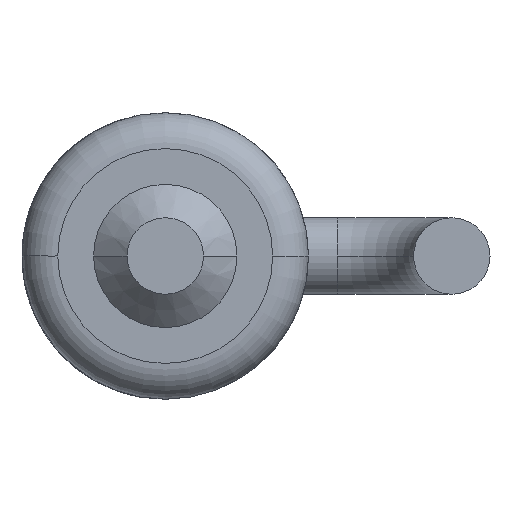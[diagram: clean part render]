
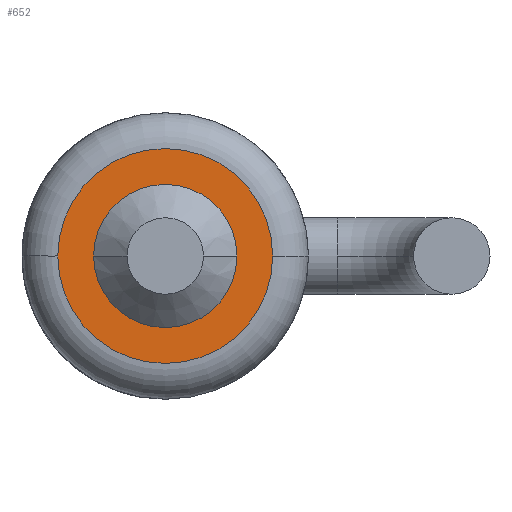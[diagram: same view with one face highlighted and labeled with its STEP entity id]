
A CAD part, front view. The second image highlights one B-rep face of the part: STEP entity #652.
In plain terms, the highlighted planar face has unit normal (0, -1, 0).
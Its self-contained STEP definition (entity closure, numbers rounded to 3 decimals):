
#3 = CARTESIAN_POINT ( 'NONE',  ( -0.714, 1.21, 0. ) ) ;
#172 = AXIS2_PLACEMENT_3D ( 'NONE', #3969, #4326, #4717 ) ;
#248 = EDGE_CURVE ( 'NONE', #3357, #2505, #2510, .T. ) ;
#319 = DIRECTION ( 'NONE',  ( 0., -1., 0. ) ) ;
#652 = ADVANCED_FACE ( 'NONE', ( #4154, #2127 ), #693, .F. ) ;
#693 = PLANE ( 'NONE',  #1221 ) ;
#929 = AXIS2_PLACEMENT_3D ( 'NONE', #1687, #946, #3296 ) ;
#946 = DIRECTION ( 'NONE',  ( 0., -1., 0. ) ) ;
#1135 = DIRECTION ( 'NONE',  ( 1., 0., 0. ) ) ;
#1148 = CARTESIAN_POINT ( 'NONE',  ( 0.714, 1.21, 0. ) ) ;
#1221 = AXIS2_PLACEMENT_3D ( 'NONE', #2606, #2202, #3500 ) ;
#1433 = EDGE_LOOP ( 'NONE', ( #3067, #1936 ) ) ;
#1560 = CIRCLE ( 'NONE', #4512, 0.714 ) ;
#1687 = CARTESIAN_POINT ( 'NONE',  ( 0., 1.21, 0. ) ) ;
#1854 = EDGE_CURVE ( 'NONE', #3991, #4825, #1913, .T. ) ;
#1913 = CIRCLE ( 'NONE', #172, 0.476 ) ;
#1936 = ORIENTED_EDGE ( 'NONE', *, *, #3301, .T. ) ;
#2039 = CARTESIAN_POINT ( 'NONE',  ( 0., 1.21, 0. ) ) ;
#2127 = FACE_OUTER_BOUND ( 'NONE', #1433, .T. ) ;
#2202 = DIRECTION ( 'NONE',  ( 0., 1., 0. ) ) ;
#2505 = VERTEX_POINT ( 'NONE', #3 ) ;
#2510 = CIRCLE ( 'NONE', #929, 0.714 ) ;
#2606 = CARTESIAN_POINT ( 'NONE',  ( -0.714, 1.21, 0. ) ) ;
#2633 = EDGE_CURVE ( 'NONE', #4825, #3991, #3398, .T. ) ;
#2736 = DIRECTION ( 'NONE',  ( 1., 0., 0. ) ) ;
#2961 = ORIENTED_EDGE ( 'NONE', *, *, #2633, .F. ) ;
#3067 = ORIENTED_EDGE ( 'NONE', *, *, #248, .T. ) ;
#3188 = ORIENTED_EDGE ( 'NONE', *, *, #1854, .F. ) ;
#3296 = DIRECTION ( 'NONE',  ( 1., 0., 0. ) ) ;
#3301 = EDGE_CURVE ( 'NONE', #2505, #3357, #1560, .T. ) ;
#3357 = VERTEX_POINT ( 'NONE', #1148 ) ;
#3398 = CIRCLE ( 'NONE', #4530, 0.476 ) ;
#3411 = EDGE_LOOP ( 'NONE', ( #3188, #2961 ) ) ;
#3500 = DIRECTION ( 'NONE',  ( -1., 0., 0. ) ) ;
#3659 = DIRECTION ( 'NONE',  ( 0., -1., 0. ) ) ;
#3969 = CARTESIAN_POINT ( 'NONE',  ( 0., 1.21, 0. ) ) ;
#3991 = VERTEX_POINT ( 'NONE', #4164 ) ;
#4154 = FACE_BOUND ( 'NONE', #3411, .T. ) ;
#4164 = CARTESIAN_POINT ( 'NONE',  ( 0.476, 1.21, 0. ) ) ;
#4326 = DIRECTION ( 'NONE',  ( 0., -1., 0. ) ) ;
#4512 = AXIS2_PLACEMENT_3D ( 'NONE', #4776, #319, #2736 ) ;
#4530 = AXIS2_PLACEMENT_3D ( 'NONE', #2039, #3659, #1135 ) ;
#4717 = DIRECTION ( 'NONE',  ( 1., 0., 0. ) ) ;
#4776 = CARTESIAN_POINT ( 'NONE',  ( 0., 1.21, 0. ) ) ;
#4825 = VERTEX_POINT ( 'NONE', #5099 ) ;
#5099 = CARTESIAN_POINT ( 'NONE',  ( -0.476, 1.21, 0. ) ) ;
